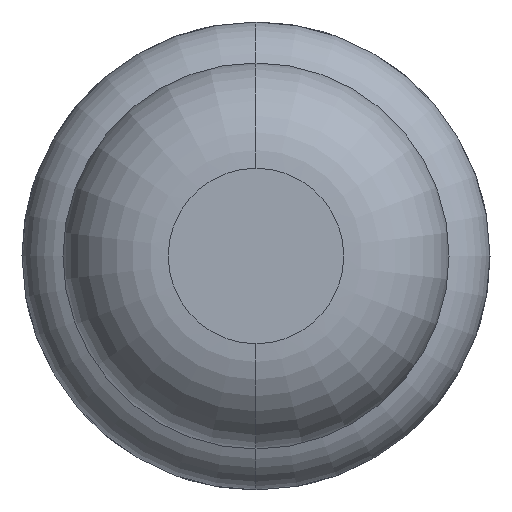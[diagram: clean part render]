
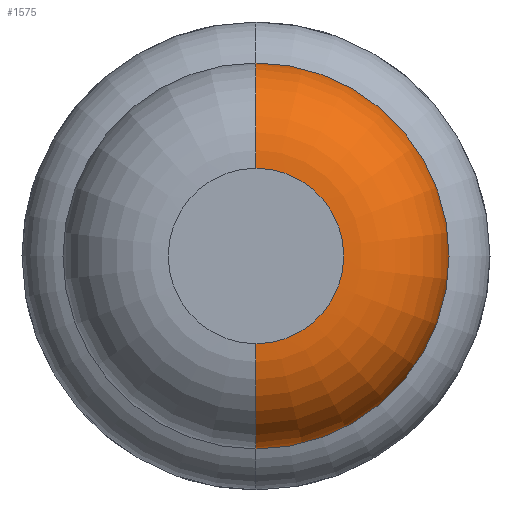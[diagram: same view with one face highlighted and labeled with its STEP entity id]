
A CAD part, front view. The second image highlights one B-rep face of the part: STEP entity #1575.
In plain terms, the highlighted toroidal (fillet/blend) face has major radius 0.375 mm and minor radius 0.45 mm.
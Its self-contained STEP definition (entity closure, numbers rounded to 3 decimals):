
#70 = CARTESIAN_POINT ( 'NONE',  ( 0., -28.55, -0.375 ) ) ;
#176 = ORIENTED_EDGE ( 'NONE', *, *, #3615, .F. ) ;
#231 = EDGE_CURVE ( 'NONE', #2794, #4009, #458, .T. ) ;
#348 = EDGE_CURVE ( 'Defeature ausgef�hrt1_2+Defeature ausgef�hrt1_1+Defeature ausgef�hrt1_1+Defeature ausgef�hrt1_1', #2193, #2794, #2690, .T. ) ;
#360 = ORIENTED_EDGE ( 'NONE', *, *, #348, .T. ) ;
#458 = CIRCLE ( 'NONE', #563, 0.45 ) ;
#563 = AXIS2_PLACEMENT_3D ( 'NONE', #70, #3010, #4253 ) ;
#615 = DIRECTION ( 'NONE',  ( 0., 0., 1. ) ) ;
#1137 = CARTESIAN_POINT ( 'NONE',  ( 0., -28.55, 0. ) ) ;
#1188 = ORIENTED_EDGE ( 'NONE', *, *, #231, .T. ) ;
#1575 = ADVANCED_FACE ( 'Defeature ausgef�hrt1_2', ( #2684 ), #4721, .T. ) ;
#1585 = DIRECTION ( 'NONE',  ( 0., 0., 1. ) ) ;
#1772 = CIRCLE ( 'NONE', #4012, 0.45 ) ;
#2176 = EDGE_LOOP ( 'NONE', ( #360, #1188, #4178, #176 ) ) ;
#2193 = VERTEX_POINT ( 'NONE', #3904 ) ;
#2597 = CARTESIAN_POINT ( 'NONE',  ( 0., -28.55, -0.825 ) ) ;
#2684 = FACE_OUTER_BOUND ( 'NONE', #2176, .T. ) ;
#2690 = CIRCLE ( 'NONE', #4020, 0.375 ) ;
#2794 = VERTEX_POINT ( 'NONE', #4918 ) ;
#2835 = CARTESIAN_POINT ( 'NONE',  ( 0., -28.55, 0. ) ) ;
#2956 = CARTESIAN_POINT ( 'NONE',  ( 0., -28.55, 0.825 ) ) ;
#3010 = DIRECTION ( 'NONE',  ( 1., 0., 0. ) ) ;
#3112 = AXIS2_PLACEMENT_3D ( 'NONE', #2835, #3647, #5347 ) ;
#3116 = DIRECTION ( 'NONE',  ( -1., 0., 0. ) ) ;
#3240 = DIRECTION ( 'NONE',  ( 0., 0., 1. ) ) ;
#3615 = EDGE_CURVE ( 'NONE', #2193, #3997, #1772, .T. ) ;
#3647 = DIRECTION ( 'NONE',  ( 0., 1., 0. ) ) ;
#3664 = CARTESIAN_POINT ( 'NONE',  ( 0., -29., 0. ) ) ;
#3813 = EDGE_CURVE ( 'Defeature ausgef�hrt1_3+Defeature ausgef�hrt1_2+Defeature ausgef�hrt1_2+Defeature ausgef�hrt1_2', #3997, #4009, #4305, .T. ) ;
#3904 = CARTESIAN_POINT ( 'NONE',  ( 0., -29., 0.375 ) ) ;
#3997 = VERTEX_POINT ( 'NONE', #2956 ) ;
#4009 = VERTEX_POINT ( 'NONE', #2597 ) ;
#4012 = AXIS2_PLACEMENT_3D ( 'NONE', #4350, #3116, #615 ) ;
#4020 = AXIS2_PLACEMENT_3D ( 'NONE', #3664, #5278, #3240 ) ;
#4178 = ORIENTED_EDGE ( 'NONE', *, *, #3813, .F. ) ;
#4253 = DIRECTION ( 'NONE',  ( 0., 0., -1. ) ) ;
#4305 = CIRCLE ( 'NONE', #3112, 0.825 ) ;
#4350 = CARTESIAN_POINT ( 'NONE',  ( 0., -28.55, 0.375 ) ) ;
#4721 = TOROIDAL_SURFACE ( 'NONE', #5304, 0.375, 0.45 ) ;
#4918 = CARTESIAN_POINT ( 'NONE',  ( 0., -29., -0.375 ) ) ;
#5278 = DIRECTION ( 'NONE',  ( 0., 1., 0. ) ) ;
#5304 = AXIS2_PLACEMENT_3D ( 'NONE', #1137, #5340, #1585 ) ;
#5340 = DIRECTION ( 'NONE',  ( 0., 1., 0. ) ) ;
#5347 = DIRECTION ( 'NONE',  ( 0., 0., 1. ) ) ;
